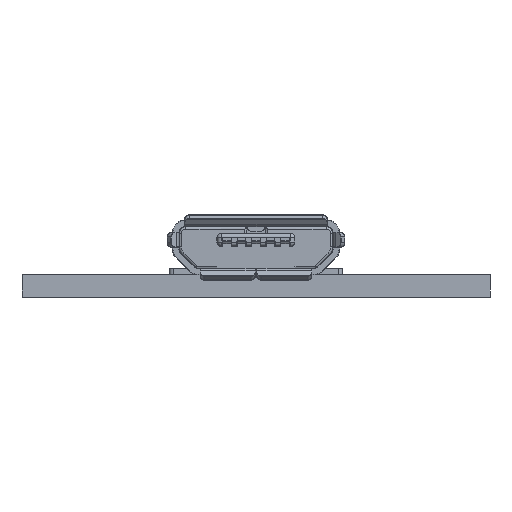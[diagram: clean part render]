
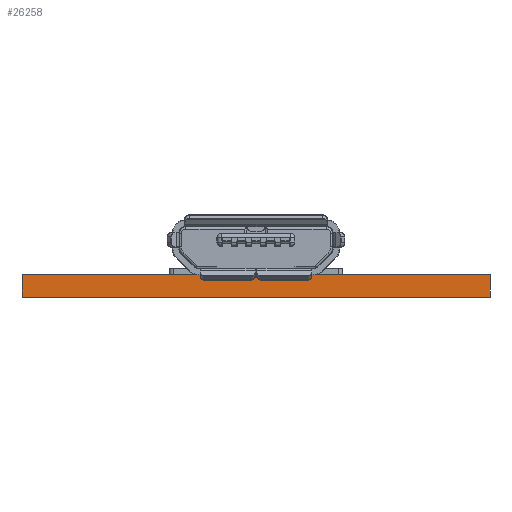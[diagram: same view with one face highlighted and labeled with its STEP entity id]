
A CAD part, front view. The second image highlights one B-rep face of the part: STEP entity #26258.
In plain terms, the highlighted face is planar.
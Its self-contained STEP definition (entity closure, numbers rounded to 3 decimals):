
#708=PLANE('',#28107);
#1375=FACE_OUTER_BOUND('',#2943,.T.);
#2943=EDGE_LOOP('',(#18032,#18033,#18034,#18035));
#4626=LINE('',#39876,#6918);
#4699=LINE('',#40071,#6991);
#4982=LINE('',#40758,#7274);
#4985=LINE('',#40762,#7277);
#6918=VECTOR('',#31379,1000.);
#6991=VECTOR('',#31504,1000.);
#7274=VECTOR('',#32111,1000.);
#7277=VECTOR('',#32116,1000.);
#10830=VERTEX_POINT('',#39873);
#10831=VERTEX_POINT('',#39875);
#10927=VERTEX_POINT('',#40069);
#11169=VERTEX_POINT('',#40757);
#13357=EDGE_CURVE('',#10830,#10831,#4626,.T.);
#13455=EDGE_CURVE('',#10927,#10830,#4699,.T.);
#13818=EDGE_CURVE('',#11169,#10831,#4982,.T.);
#13821=EDGE_CURVE('',#10927,#11169,#4985,.T.);
#18032=ORIENTED_EDGE('',*,*,#13357,.F.);
#18033=ORIENTED_EDGE('',*,*,#13455,.F.);
#18034=ORIENTED_EDGE('',*,*,#13821,.T.);
#18035=ORIENTED_EDGE('',*,*,#13818,.T.);
#26258=ADVANCED_FACE('',(#1375),#708,.T.);
#28107=AXIS2_PLACEMENT_3D('',#40761,#32114,#32115);
#31379=DIRECTION('',(-1.,0.,0.));
#31504=DIRECTION('',(0.,1.,0.));
#32111=DIRECTION('',(0.,1.,0.));
#32114=DIRECTION('center_axis',(0.,0.,-1.));
#32115=DIRECTION('ref_axis',(-1.,0.,0.));
#32116=DIRECTION('',(-1.,0.,0.));
#39873=CARTESIAN_POINT('',(10.5,0.5,-25.5));
#39875=CARTESIAN_POINT('',(-10.5,0.5,-25.5));
#39876=CARTESIAN_POINT('',(-10.5,0.5,-25.5));
#40069=CARTESIAN_POINT('',(10.5,-0.5,-25.5));
#40071=CARTESIAN_POINT('',(10.5,-0.5,-25.5));
#40757=CARTESIAN_POINT('',(-10.5,-0.5,-25.5));
#40758=CARTESIAN_POINT('',(-10.5,-0.5,-25.5));
#40761=CARTESIAN_POINT('Origin',(-10.5,-0.5,-25.5));
#40762=CARTESIAN_POINT('',(-10.5,-0.5,-25.5));
